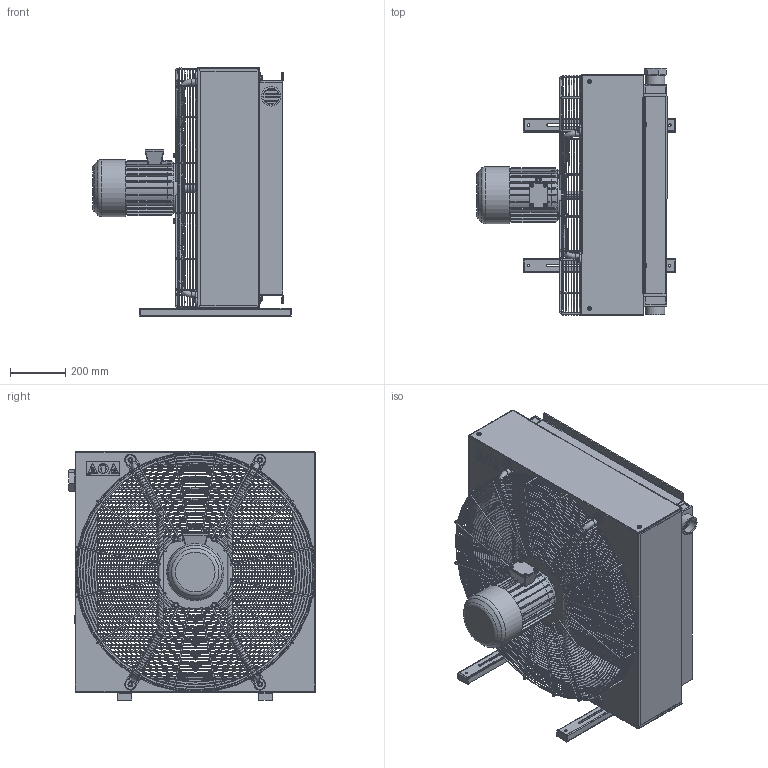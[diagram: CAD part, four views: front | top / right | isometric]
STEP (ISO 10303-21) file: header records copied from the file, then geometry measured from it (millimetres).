
FILE_DESCRIPTION((''),'2;1');
FILE_NAME('LAC-058-6-A-00-000-0-0.stp','2008-06-10T11:25:58',('smasc'),(''),'Autodesk Inventor 2008','Autodesk Inventor 2008','');
FILE_SCHEMA(('AUTOMOTIVE_DESIGN { 1 0 10303 214 1 1 1 1 }'));
Length unit declared in the file: millimetre
Products named in the file (1): Part2
Bounding box: 717.58 x 891.5 x 900 mm (x, y, z)
Volume: 30482594.1 mm3; surface area: 12558600.6 mm2
Topology: 29 solids, 29 shells, 3940 faces, 9859 edges, 6082 vertices
Faces by surface type: plane 2267, cylinder 797, bspline 368, cone 230, sphere 153, torus 125
Full cylindrical faces by diameter (mm): 2 x1, 5 x48, 7.5 x4, 8 x44, 8.4 x14, 8.8 x1, 9 x14, 10 x1, 10.5 x5, 11 x8, 11.63 x14, 11.7 x1, 12 x1, 12.5 x2, 14.1 x1, 14.63 x1, 15 x5, 16 x14, 18.631 x1, 20 x11, 21 x2, 28 x1, 28.5 x1, 30 x1, 33 x2, 35 x3, 36 x1, 45.2 x1, 56.656 x1, 60 x2
Entity records: 124762 total; most frequent: CARTESIAN_POINT 33093, ORIENTED_EDGE 18226, DIRECTION 17122, EDGE_CURVE 9113, VERTEX_POINT 5925, VECTOR 5846, LINE 5846, AXIS2_PLACEMENT_3D 5638
